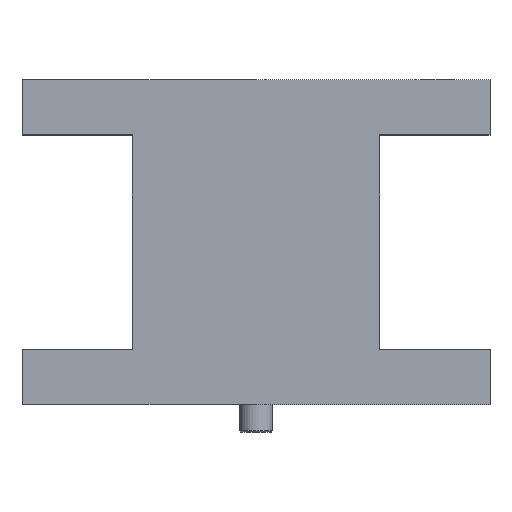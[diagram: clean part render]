
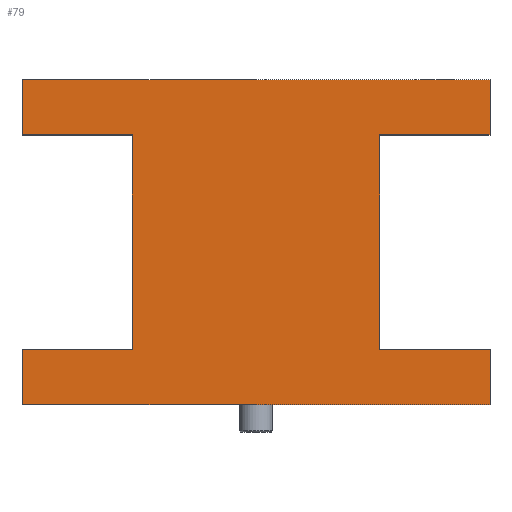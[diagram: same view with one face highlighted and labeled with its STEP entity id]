
A CAD part, top view. The second image highlights one B-rep face of the part: STEP entity #79.
In plain terms, the highlighted planar face has unit normal (0, 0, 1).
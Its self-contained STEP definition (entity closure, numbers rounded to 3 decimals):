
#67=FACE_OUTER_BOUND('',#169,.T.);
#79=ADVANCED_FACE('',(#67),#104,.T.);
#104=PLANE('',#472);
#169=EDGE_LOOP('',(#214,#215,#216,#217,#218,#219,#220,#221,#222,#223,#224,
#225));
#214=ORIENTED_EDGE('',*,*,#352,.T.);
#215=ORIENTED_EDGE('',*,*,#353,.T.);
#216=ORIENTED_EDGE('',*,*,#354,.T.);
#217=ORIENTED_EDGE('',*,*,#355,.T.);
#218=ORIENTED_EDGE('',*,*,#356,.T.);
#219=ORIENTED_EDGE('',*,*,#357,.T.);
#220=ORIENTED_EDGE('',*,*,#358,.T.);
#221=ORIENTED_EDGE('',*,*,#359,.T.);
#222=ORIENTED_EDGE('',*,*,#360,.T.);
#223=ORIENTED_EDGE('',*,*,#361,.T.);
#224=ORIENTED_EDGE('',*,*,#362,.T.);
#225=ORIENTED_EDGE('',*,*,#347,.T.);
#309=VERTEX_POINT('',#631);
#310=VERTEX_POINT('',#633);
#314=VERTEX_POINT('',#643);
#315=VERTEX_POINT('',#645);
#316=VERTEX_POINT('',#647);
#317=VERTEX_POINT('',#649);
#318=VERTEX_POINT('',#651);
#319=VERTEX_POINT('',#653);
#320=VERTEX_POINT('',#655);
#321=VERTEX_POINT('',#657);
#322=VERTEX_POINT('',#659);
#323=VERTEX_POINT('',#661);
#347=EDGE_CURVE('',#310,#309,#397,.T.);
#352=EDGE_CURVE('',#309,#314,#399,.T.);
#353=EDGE_CURVE('',#314,#315,#400,.T.);
#354=EDGE_CURVE('',#315,#316,#401,.T.);
#355=EDGE_CURVE('',#316,#317,#402,.T.);
#356=EDGE_CURVE('',#317,#318,#403,.T.);
#357=EDGE_CURVE('',#318,#319,#404,.T.);
#358=EDGE_CURVE('',#319,#320,#405,.T.);
#359=EDGE_CURVE('',#320,#321,#406,.T.);
#360=EDGE_CURVE('',#321,#322,#407,.T.);
#361=EDGE_CURVE('',#322,#323,#408,.T.);
#362=EDGE_CURVE('',#323,#310,#409,.T.);
#397=LINE('',#632,#433);
#399=LINE('',#642,#435);
#400=LINE('',#644,#436);
#401=LINE('',#646,#437);
#402=LINE('',#648,#438);
#403=LINE('',#650,#439);
#404=LINE('',#652,#440);
#405=LINE('',#654,#441);
#406=LINE('',#656,#442);
#407=LINE('',#658,#443);
#408=LINE('',#660,#444);
#409=LINE('',#662,#445);
#433=VECTOR('',#512,1.);
#435=VECTOR('',#522,1.);
#436=VECTOR('',#523,1.);
#437=VECTOR('',#524,1.);
#438=VECTOR('',#525,1.);
#439=VECTOR('',#526,1.);
#440=VECTOR('',#527,1.);
#441=VECTOR('',#528,1.);
#442=VECTOR('',#529,1.);
#443=VECTOR('',#530,1.);
#444=VECTOR('',#531,1.);
#445=VECTOR('',#532,1.);
#472=AXIS2_PLACEMENT_3D('',#663,#533,#534);
#512=DIRECTION('',(1.,0.,0.));
#522=DIRECTION('',(0.,1.,0.));
#523=DIRECTION('',(-1.,0.,0.));
#524=DIRECTION('',(0.,1.,0.));
#525=DIRECTION('',(1.,0.,0.));
#526=DIRECTION('',(0.,1.,0.));
#527=DIRECTION('',(-1.,0.,0.));
#528=DIRECTION('',(0.,-1.,0.));
#529=DIRECTION('',(1.,0.,0.));
#530=DIRECTION('',(0.,-1.,0.));
#531=DIRECTION('',(-1.,0.,0.));
#532=DIRECTION('',(0.,-1.,0.));
#533=DIRECTION('',(0.,0.,1.));
#534=DIRECTION('',(1.,0.,0.));
#631=CARTESIAN_POINT('',(85.,0.,25.4));
#632=CARTESIAN_POINT('',(0.,0.,25.4));
#633=CARTESIAN_POINT('',(0.,0.,25.4));
#642=CARTESIAN_POINT('',(85.,0.,25.4));
#643=CARTESIAN_POINT('',(85.,10.,25.4));
#644=CARTESIAN_POINT('',(85.,10.,25.4));
#645=CARTESIAN_POINT('',(65.,10.,25.4));
#646=CARTESIAN_POINT('',(65.,10.,25.4));
#647=CARTESIAN_POINT('',(65.,49.,25.4));
#648=CARTESIAN_POINT('',(65.,49.,25.4));
#649=CARTESIAN_POINT('',(85.,49.,25.4));
#650=CARTESIAN_POINT('',(85.,0.,25.4));
#651=CARTESIAN_POINT('',(85.,59.,25.4));
#652=CARTESIAN_POINT('',(85.,59.,25.4));
#653=CARTESIAN_POINT('',(0.,59.,25.4));
#654=CARTESIAN_POINT('',(0.,59.,25.4));
#655=CARTESIAN_POINT('',(0.,49.,25.4));
#656=CARTESIAN_POINT('',(0.,49.,25.4));
#657=CARTESIAN_POINT('',(20.,49.,25.4));
#658=CARTESIAN_POINT('',(20.,49.,25.4));
#659=CARTESIAN_POINT('',(20.,10.,25.4));
#660=CARTESIAN_POINT('',(20.,10.,25.4));
#661=CARTESIAN_POINT('',(0.,10.,25.4));
#662=CARTESIAN_POINT('',(0.,59.,25.4));
#663=CARTESIAN_POINT('',(0.,0.,25.4));
